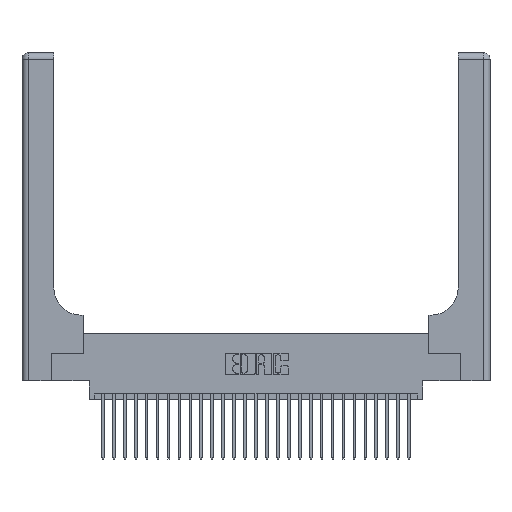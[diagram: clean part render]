
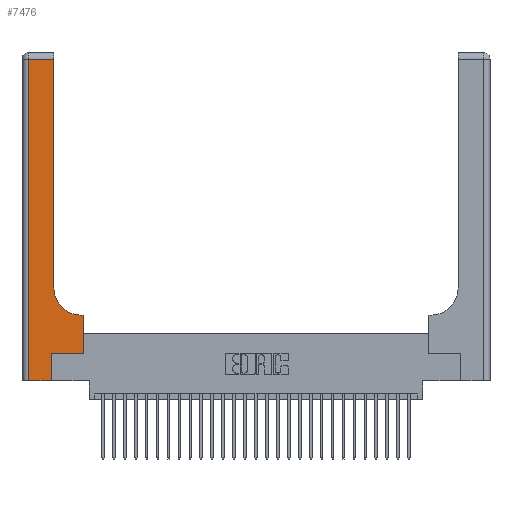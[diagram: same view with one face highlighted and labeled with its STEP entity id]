
A CAD part, top view. The second image highlights one B-rep face of the part: STEP entity #7476.
In plain terms, the highlighted planar face has unit normal (0, 0, 1).
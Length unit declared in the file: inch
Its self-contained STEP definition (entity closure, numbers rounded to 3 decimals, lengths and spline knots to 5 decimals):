
#358 = FACE_OUTER_BOUND ( 'NONE', #6941, .T. ) ;
#838 = EDGE_CURVE ( 'NONE', #16580, #26395, #22524, .T. ) ;
#1009 = EDGE_CURVE ( 'NONE', #26395, #3170, #4126, .T. ) ;
#2556 = ORIENTED_EDGE ( 'NONE', *, *, #21172, .T. ) ;
#3170 = VERTEX_POINT ( 'NONE', #18474 ) ;
#3414 = LINE ( 'NONE', #26995, #29756 ) ;
#3695 = CARTESIAN_POINT ( 'NONE',  ( 0.269, 0., 0.37 ) ) ;
#4126 = LINE ( 'NONE', #8399, #19970 ) ;
#4211 = CARTESIAN_POINT ( 'NONE',  ( 0.5415, 0.85, 0.37 ) ) ;
#4293 = LINE ( 'NONE', #8972, #17623 ) ;
#4695 = ORIENTED_EDGE ( 'NONE', *, *, #13210, .T. ) ;
#5590 = DIRECTION ( 'NONE',  ( 1., 0., 0. ) ) ;
#5611 = VECTOR ( 'NONE', #13877, 39.37008 ) ;
#6231 = DIRECTION ( 'NONE',  ( -1., 0., 0. ) ) ;
#6941 = EDGE_LOOP ( 'NONE', ( #7651, #28043, #28534, #25549, #2556, #25253, #13794, #25942, #4695 ) ) ;
#7476 = ADVANCED_FACE ( 'NONE', ( #358 ), #8454, .F. ) ;
#7651 = ORIENTED_EDGE ( 'NONE', *, *, #838, .T. ) ;
#7928 = AXIS2_PLACEMENT_3D ( 'NONE', #4211, #20310, #11674 ) ;
#8384 = LINE ( 'NONE', #24079, #12710 ) ;
#8399 = CARTESIAN_POINT ( 'NONE',  ( 0., 2.94, 0.37 ) ) ;
#8454 = PLANE ( 'NONE',  #11756 ) ;
#8558 = DIRECTION ( 'NONE',  ( 0., 0., -1. ) ) ;
#8972 = CARTESIAN_POINT ( 'NONE',  ( 0.269, 0., 0.37 ) ) ;
#9150 = CARTESIAN_POINT ( 'NONE',  ( 0.269, 0.25, 0.37 ) ) ;
#9947 = VERTEX_POINT ( 'NONE', #16903 ) ;
#10156 = EDGE_CURVE ( 'NONE', #3170, #10525, #20730, .T. ) ;
#10525 = VERTEX_POINT ( 'NONE', #12622 ) ;
#10692 = VECTOR ( 'NONE', #12325, 39.37008 ) ;
#10697 = DIRECTION ( 'NONE',  ( -1., 0., 0. ) ) ;
#10946 = EDGE_CURVE ( 'NONE', #11902, #19442, #3414, .T. ) ;
#11097 = CARTESIAN_POINT ( 'NONE',  ( 0.2915, 2.94, 0.37 ) ) ;
#11589 = VECTOR ( 'NONE', #5590, 39.37008 ) ;
#11674 = DIRECTION ( 'NONE',  ( 1., 0., 0. ) ) ;
#11756 = AXIS2_PLACEMENT_3D ( 'NONE', #13304, #8558, #6231 ) ;
#11902 = VERTEX_POINT ( 'NONE', #9150 ) ;
#12208 = VERTEX_POINT ( 'NONE', #3695 ) ;
#12223 = CARTESIAN_POINT ( 'NONE',  ( 0.06, 3., 0.37 ) ) ;
#12325 = DIRECTION ( 'NONE',  ( 0., -1., 0. ) ) ;
#12622 = CARTESIAN_POINT ( 'NONE',  ( 0.06, 0., 0.37 ) ) ;
#12710 = VECTOR ( 'NONE', #21645, 39.37008 ) ;
#13197 = EDGE_CURVE ( 'NONE', #10525, #12208, #19844, .T. ) ;
#13210 = EDGE_CURVE ( 'NONE', #9947, #16580, #21293, .T. ) ;
#13304 = CARTESIAN_POINT ( 'NONE',  ( 0., 3., 0.37 ) ) ;
#13794 = ORIENTED_EDGE ( 'NONE', *, *, #26078, .T. ) ;
#13877 = DIRECTION ( 'NONE',  ( -1., 0., 0. ) ) ;
#14165 = DIRECTION ( 'NONE',  ( 0., 1., 0. ) ) ;
#16580 = VERTEX_POINT ( 'NONE', #26128 ) ;
#16903 = CARTESIAN_POINT ( 'NONE',  ( 0.5415, 0.6, 0.37 ) ) ;
#17274 = CARTESIAN_POINT ( 'NONE',  ( 0., 0., 0.37 ) ) ;
#17623 = VECTOR ( 'NONE', #22833, 39.37008 ) ;
#18474 = CARTESIAN_POINT ( 'NONE',  ( 0.06, 2.94, 0.37 ) ) ;
#18580 = LINE ( 'NONE', #18760, #5611 ) ;
#18760 = CARTESIAN_POINT ( 'NONE',  ( 0.2915, 0.6, 0.37 ) ) ;
#19442 = VERTEX_POINT ( 'NONE', #25503 ) ;
#19844 = LINE ( 'NONE', #17274, #11589 ) ;
#19970 = VECTOR ( 'NONE', #10697, 39.37008 ) ;
#20310 = DIRECTION ( 'NONE',  ( 0., 0., -1. ) ) ;
#20730 = LINE ( 'NONE', #12223, #10692 ) ;
#21172 = EDGE_CURVE ( 'NONE', #12208, #11902, #4293, .T. ) ;
#21293 = CIRCLE ( 'NONE', #7928, 0.25 ) ;
#21645 = DIRECTION ( 'NONE',  ( 0., 1., 0. ) ) ;
#22524 = LINE ( 'NONE', #28325, #25785 ) ;
#22833 = DIRECTION ( 'NONE',  ( 0., 1., 0. ) ) ;
#23903 = EDGE_CURVE ( 'NONE', #24469, #9947, #18580, .T. ) ;
#24079 = CARTESIAN_POINT ( 'NONE',  ( 0.5585, 0.25, 0.37 ) ) ;
#24469 = VERTEX_POINT ( 'NONE', #28825 ) ;
#25253 = ORIENTED_EDGE ( 'NONE', *, *, #10946, .T. ) ;
#25503 = CARTESIAN_POINT ( 'NONE',  ( 0.5585, 0.25, 0.37 ) ) ;
#25549 = ORIENTED_EDGE ( 'NONE', *, *, #13197, .T. ) ;
#25785 = VECTOR ( 'NONE', #14165, 39.37008 ) ;
#25942 = ORIENTED_EDGE ( 'NONE', *, *, #23903, .T. ) ;
#26078 = EDGE_CURVE ( 'NONE', #19442, #24469, #8384, .T. ) ;
#26128 = CARTESIAN_POINT ( 'NONE',  ( 0.2915, 0.85, 0.37 ) ) ;
#26395 = VERTEX_POINT ( 'NONE', #11097 ) ;
#26995 = CARTESIAN_POINT ( 'NONE',  ( 0.269, 0.25, 0.37 ) ) ;
#28043 = ORIENTED_EDGE ( 'NONE', *, *, #1009, .T. ) ;
#28325 = CARTESIAN_POINT ( 'NONE',  ( 0.2915, 3., 0.37 ) ) ;
#28534 = ORIENTED_EDGE ( 'NONE', *, *, #10156, .T. ) ;
#28825 = CARTESIAN_POINT ( 'NONE',  ( 0.5585, 0.6, 0.37 ) ) ;
#29336 = DIRECTION ( 'NONE',  ( 1., 0., 0. ) ) ;
#29756 = VECTOR ( 'NONE', #29336, 39.37008 ) ;
